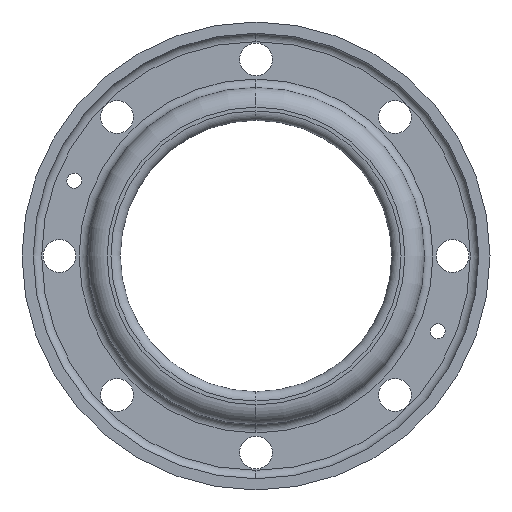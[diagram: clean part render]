
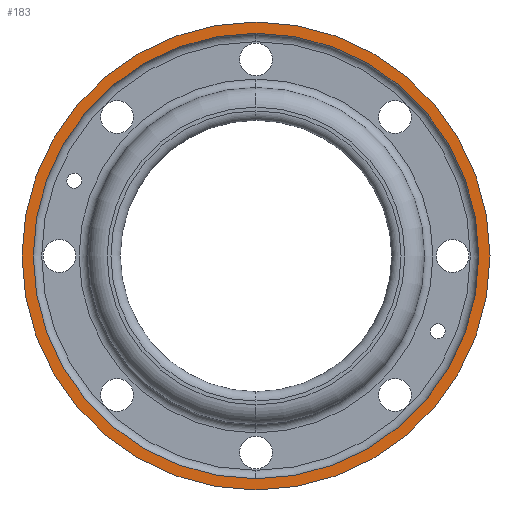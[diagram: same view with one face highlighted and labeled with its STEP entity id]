
A CAD part, front view. The second image highlights one B-rep face of the part: STEP entity #183.
In plain terms, the highlighted planar face has unit normal (0, -1, 0).
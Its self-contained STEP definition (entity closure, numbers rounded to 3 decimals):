
#183=ADVANCED_FACE('',(#367,#368),#369,.T.);
#367=FACE_OUTER_BOUND('',#554,.T.);
#368=FACE_BOUND('',#555,.T.);
#369=PLANE('',#556);
#554=EDGE_LOOP('',(#973,#974));
#555=EDGE_LOOP('',(#975,#976));
#556=AXIS2_PLACEMENT_3D('',#977,#978,#979);
#973=ORIENTED_EDGE('',*,*,#1095,.F.);
#974=ORIENTED_EDGE('',*,*,#1241,.F.);
#975=ORIENTED_EDGE('',*,*,#1239,.T.);
#976=ORIENTED_EDGE('',*,*,#1100,.T.);
#977=CARTESIAN_POINT('',(-331.931,62.769,0.0));
#978=DIRECTION('',(0.0,-1.0,-0.0));
#979=DIRECTION('',(1.0,0.0,0.0));
#1095=EDGE_CURVE('',#1301,#1304,#1305,.T.);
#1100=EDGE_CURVE('',#1312,#1309,#1313,.T.);
#1239=EDGE_CURVE('',#1309,#1312,#1521,.T.);
#1241=EDGE_CURVE('',#1304,#1301,#1523,.T.);
#1301=VERTEX_POINT('',#1587);
#1304=VERTEX_POINT('',#1591);
#1305=CIRCLE('',#1592,125.0);
#1309=VERTEX_POINT('',#1597);
#1312=VERTEX_POINT('',#1601);
#1313=CIRCLE('',#1602,119.0);
#1521=CIRCLE('',#1835,119.0);
#1523=CIRCLE('',#1837,125.0);
#1587=CARTESIAN_POINT('',(-334.931,62.769,0.0));
#1591=CARTESIAN_POINT('',(-84.931,62.769,0.));
#1592=AXIS2_PLACEMENT_3D('',#1913,#1914,#1915);
#1597=CARTESIAN_POINT('',(-328.931,62.769,0.0));
#1601=CARTESIAN_POINT('',(-90.931,62.769,0.));
#1602=AXIS2_PLACEMENT_3D('',#1921,#1922,#1923);
#1835=AXIS2_PLACEMENT_3D('',#2183,#2184,#2185);
#1837=AXIS2_PLACEMENT_3D('',#2186,#2187,#2188);
#1913=CARTESIAN_POINT('',(-209.931,62.769,0.0));
#1914=DIRECTION('',(0.0,1.0,0.0));
#1915=DIRECTION('',(-1.0,0.0,0.0));
#1921=CARTESIAN_POINT('',(-209.931,62.769,0.0));
#1922=DIRECTION('',(0.0,1.0,0.0));
#1923=DIRECTION('',(-1.0,0.0,0.0));
#2183=CARTESIAN_POINT('',(-209.931,62.769,0.0));
#2184=DIRECTION('',(0.0,1.0,0.0));
#2185=DIRECTION('',(-1.0,0.0,0.0));
#2186=CARTESIAN_POINT('',(-209.931,62.769,0.0));
#2187=DIRECTION('',(0.0,1.0,0.0));
#2188=DIRECTION('',(-1.0,0.0,0.0));
